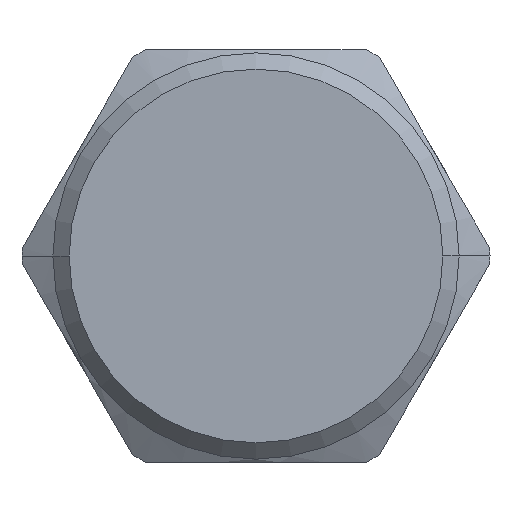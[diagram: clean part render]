
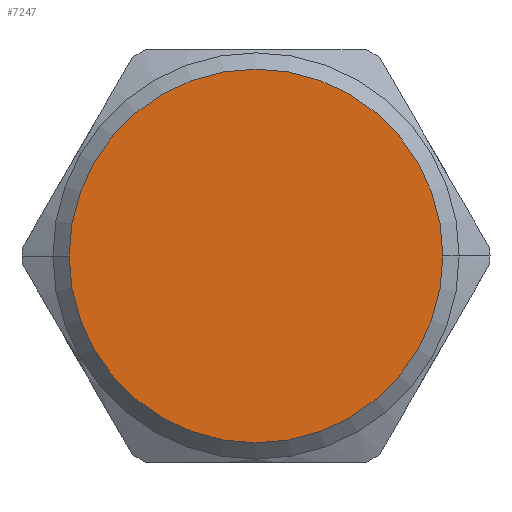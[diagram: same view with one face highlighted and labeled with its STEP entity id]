
A CAD part, left-side view. The second image highlights one B-rep face of the part: STEP entity #7247.
In plain terms, the highlighted planar face has unit normal (-1, 0, 0).
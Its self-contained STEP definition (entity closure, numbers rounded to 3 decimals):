
#632 = DIRECTION ( 'NONE',  ( 0., 1., 0. ) ) ;
#699 = ORIENTED_EDGE ( 'NONE', *, *, #1177, .F. ) ;
#1018 = FACE_OUTER_BOUND ( 'NONE', #2397, .T. ) ;
#1177 = EDGE_CURVE ( 'NONE', #3437, #5809, #4844, .T. ) ;
#1723 = CARTESIAN_POINT ( 'NONE',  ( -10., 11.5, 0. ) ) ;
#2397 = EDGE_LOOP ( 'NONE', ( #7831, #699 ) ) ;
#2611 = AXIS2_PLACEMENT_3D ( 'NONE', #1723, #3741, #6405 ) ;
#2994 = DIRECTION ( 'NONE',  ( 1., 0., 0. ) ) ;
#3437 = VERTEX_POINT ( 'NONE', #5079 ) ;
#3671 = DIRECTION ( 'NONE',  ( 0., 1., 0. ) ) ;
#3741 = DIRECTION ( 'NONE',  ( -1., 0., 0. ) ) ;
#4290 = CARTESIAN_POINT ( 'NONE',  ( -10., 11.5, 0. ) ) ;
#4844 = CIRCLE ( 'NONE', #5779, 11.5 ) ;
#5022 = PLANE ( 'NONE',  #2611 ) ;
#5079 = CARTESIAN_POINT ( 'NONE',  ( -10., -11.5, 0. ) ) ;
#5269 = DIRECTION ( 'NONE',  ( 1., 0., 0. ) ) ;
#5779 = AXIS2_PLACEMENT_3D ( 'NONE', #7017, #2994, #3671 ) ;
#5809 = VERTEX_POINT ( 'NONE', #4290 ) ;
#6405 = DIRECTION ( 'NONE',  ( 0., -1., 0. ) ) ;
#7017 = CARTESIAN_POINT ( 'NONE',  ( -10., 0., 0. ) ) ;
#7247 = ADVANCED_FACE ( 'NONE', ( #1018 ), #5022, .T. ) ;
#7713 = AXIS2_PLACEMENT_3D ( 'NONE', #8524, #5269, #632 ) ;
#7831 = ORIENTED_EDGE ( 'NONE', *, *, #8523, .F. ) ;
#7850 = CIRCLE ( 'NONE', #7713, 11.5 ) ;
#8523 = EDGE_CURVE ( 'NONE', #5809, #3437, #7850, .T. ) ;
#8524 = CARTESIAN_POINT ( 'NONE',  ( -10., 0., 0. ) ) ;
